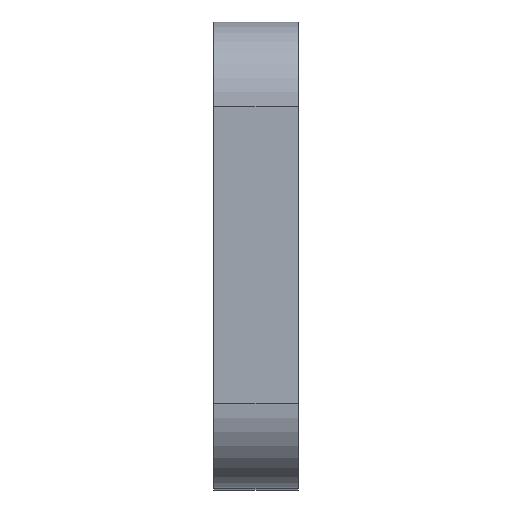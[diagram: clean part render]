
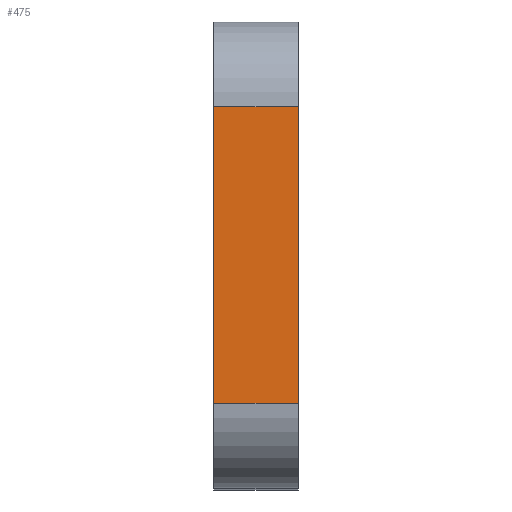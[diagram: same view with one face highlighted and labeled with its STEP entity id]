
A CAD part, top view. The second image highlights one B-rep face of the part: STEP entity #475.
In plain terms, the highlighted planar face has unit normal (0, 0, 1).
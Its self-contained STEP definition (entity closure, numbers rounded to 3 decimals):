
#32 = CARTESIAN_POINT ( 'NONE',  ( 0., 8.75, 35. ) ) ;
#52 = VECTOR ( 'NONE', #398, 1000. ) ;
#109 = LINE ( 'NONE', #658, #990 ) ;
#162 = VERTEX_POINT ( 'NONE', #988 ) ;
#224 = CARTESIAN_POINT ( 'NONE',  ( 0., -8.75, 35. ) ) ;
#231 = DIRECTION ( 'NONE',  ( -1., 0., 0. ) ) ;
#243 = CARTESIAN_POINT ( 'NONE',  ( 5., -8.75, 35. ) ) ;
#331 = ORIENTED_EDGE ( 'NONE', *, *, #949, .F. ) ;
#341 = VECTOR ( 'NONE', #673, 1000. ) ;
#342 = CARTESIAN_POINT ( 'NONE',  ( 0., -8.75, 35. ) ) ;
#357 = PLANE ( 'NONE',  #452 ) ;
#370 = ORIENTED_EDGE ( 'NONE', *, *, #972, .F. ) ;
#388 = DIRECTION ( 'NONE',  ( 0., -1., 0. ) ) ;
#398 = DIRECTION ( 'NONE',  ( 0., -1., 0. ) ) ;
#416 = EDGE_CURVE ( 'NONE', #633, #696, #793, .T. ) ;
#420 = CARTESIAN_POINT ( 'NONE',  ( 5., -8.75, 35. ) ) ;
#452 = AXIS2_PLACEMENT_3D ( 'NONE', #524, #505, #739 ) ;
#459 = ORIENTED_EDGE ( 'NONE', *, *, #416, .T. ) ;
#470 = VECTOR ( 'NONE', #388, 1000. ) ;
#475 = ADVANCED_FACE ( 'NONE', ( #976 ), #357, .F. ) ;
#505 = DIRECTION ( 'NONE',  ( 0., 0., -1. ) ) ;
#524 = CARTESIAN_POINT ( 'NONE',  ( 5., -8.75, 35. ) ) ;
#535 = EDGE_CURVE ( 'NONE', #162, #633, #109, .T. ) ;
#543 = LINE ( 'NONE', #243, #470 ) ;
#633 = VERTEX_POINT ( 'NONE', #32 ) ;
#654 = CARTESIAN_POINT ( 'NONE',  ( 5., -8.75, 35. ) ) ;
#658 = CARTESIAN_POINT ( 'NONE',  ( 5., 8.75, 35. ) ) ;
#666 = LINE ( 'NONE', #420, #341 ) ;
#673 = DIRECTION ( 'NONE',  ( -1., 0., 0. ) ) ;
#696 = VERTEX_POINT ( 'NONE', #342 ) ;
#703 = VERTEX_POINT ( 'NONE', #654 ) ;
#739 = DIRECTION ( 'NONE',  ( -1., 0., 0. ) ) ;
#793 = LINE ( 'NONE', #224, #52 ) ;
#804 = ORIENTED_EDGE ( 'NONE', *, *, #535, .T. ) ;
#851 = EDGE_LOOP ( 'NONE', ( #459, #331, #370, #804 ) ) ;
#949 = EDGE_CURVE ( 'NONE', #703, #696, #666, .T. ) ;
#972 = EDGE_CURVE ( 'NONE', #162, #703, #543, .T. ) ;
#976 = FACE_OUTER_BOUND ( 'NONE', #851, .T. ) ;
#988 = CARTESIAN_POINT ( 'NONE',  ( 5., 8.75, 35. ) ) ;
#990 = VECTOR ( 'NONE', #231, 1000. ) ;
